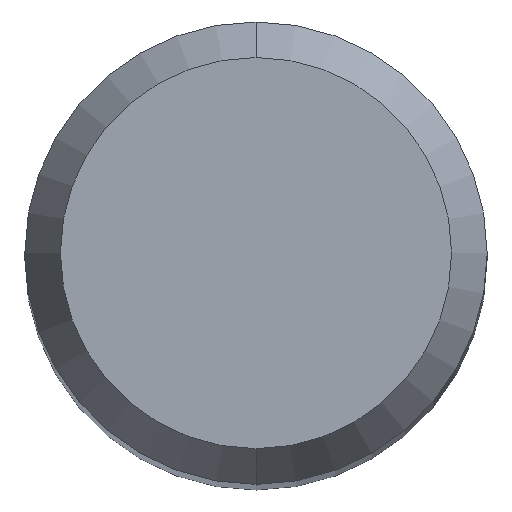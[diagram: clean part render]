
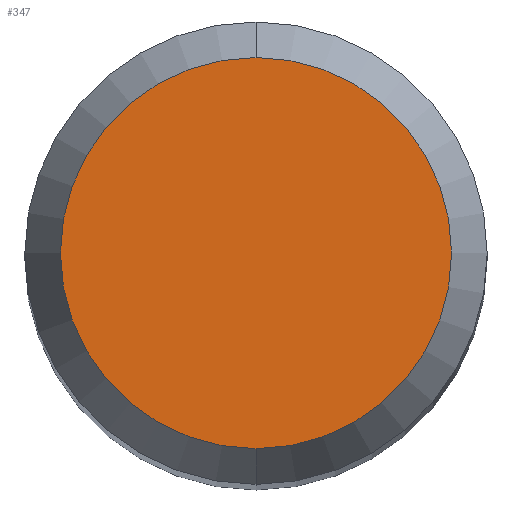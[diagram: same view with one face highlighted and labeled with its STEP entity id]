
A CAD part, top view. The second image highlights one B-rep face of the part: STEP entity #347.
In plain terms, the highlighted planar face has unit normal (0, 0, 1).
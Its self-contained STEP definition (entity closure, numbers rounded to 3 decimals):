
#235=VERTEX_POINT('',#532);
#299=VERTEX_POINT('',#602);
#347=ADVANCED_FACE('',(#656),#657,.T.);
#391=EDGE_CURVE('',#235,#299,#705,.T.);
#429=EDGE_CURVE('',#299,#235,#747,.T.);
#532=CARTESIAN_POINT('',(0.0,2.538,41.602));
#602=CARTESIAN_POINT('',(0.,-2.538,41.602));
#656=FACE_OUTER_BOUND('',#1180,.T.);
#657=PLANE('',#1181);
#705=CIRCLE('',#1255,2.538);
#747=CIRCLE('',#1390,2.538);
#1180=EDGE_LOOP('',(#1638,#1639));
#1181=AXIS2_PLACEMENT_3D('',#1640,#1641,#1642);
#1255=AXIS2_PLACEMENT_3D('',#1692,#1693,#1694);
#1390=AXIS2_PLACEMENT_3D('',#1729,#1730,#1731);
#1638=ORIENTED_EDGE('',*,*,#391,.F.);
#1639=ORIENTED_EDGE('',*,*,#429,.F.);
#1640=CARTESIAN_POINT('',(0.0,1.269,41.602));
#1641=DIRECTION('',(-0.0,0.0,1.0));
#1642=DIRECTION('',(0.0,-1.0,0.0));
#1692=CARTESIAN_POINT('',(0.0,0.0,41.602));
#1693=DIRECTION('',(0.0,0.0,-1.0));
#1694=DIRECTION('',(0.0,1.0,0.0));
#1729=CARTESIAN_POINT('',(0.0,0.0,41.602));
#1730=DIRECTION('',(0.0,0.0,-1.0));
#1731=DIRECTION('',(0.0,1.0,0.0));
